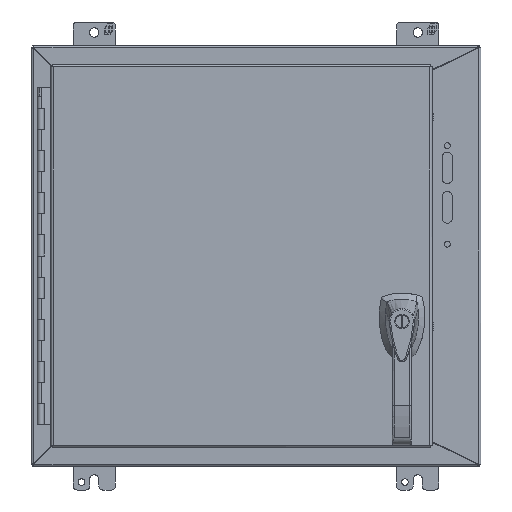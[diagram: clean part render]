
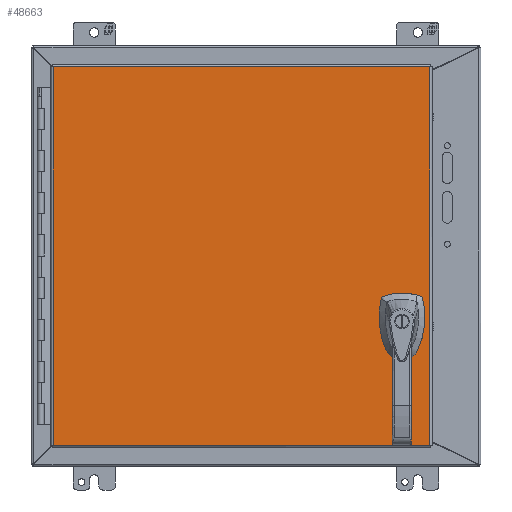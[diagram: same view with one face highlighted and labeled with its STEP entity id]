
A CAD part, front view. The second image highlights one B-rep face of the part: STEP entity #48663.
In plain terms, the highlighted planar face has unit normal (0, -1, 0).
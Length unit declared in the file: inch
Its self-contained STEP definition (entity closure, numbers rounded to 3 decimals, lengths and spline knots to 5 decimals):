
#99 = AXIS2_PLACEMENT_3D ( 'NONE', #53425, #7807, #27252 ) ;
#1423 = VECTOR ( 'NONE', #67375, 39.37008 ) ;
#1705 = DIRECTION ( 'NONE',  ( 0., 0., -1. ) ) ;
#1949 = DIRECTION ( 'NONE',  ( 0., 0., -1. ) ) ;
#2535 = ORIENTED_EDGE ( 'NONE', *, *, #34494, .T. ) ;
#2862 = ORIENTED_EDGE ( 'NONE', *, *, #74194, .T. ) ;
#3120 = VERTEX_POINT ( 'NONE', #16674 ) ;
#4470 = DIRECTION ( 'NONE',  ( -1., 0., 0. ) ) ;
#4540 = VERTEX_POINT ( 'NONE', #75439 ) ;
#5063 = ORIENTED_EDGE ( 'NONE', *, *, #31059, .F. ) ;
#5266 = ORIENTED_EDGE ( 'NONE', *, *, #35626, .T. ) ;
#7807 = DIRECTION ( 'NONE',  ( 0., 1., 0. ) ) ;
#8154 = VERTEX_POINT ( 'NONE', #71400 ) ;
#8427 = CARTESIAN_POINT ( 'NONE',  ( -9.7135, -8.87513, -9.09375 ) ) ;
#10644 = CARTESIAN_POINT ( 'NONE',  ( -9.6055, -8.87513, 8.98575 ) ) ;
#12484 = VECTOR ( 'NONE', #4470, 39.37008 ) ;
#12698 = FACE_OUTER_BOUND ( 'NONE', #77176, .T. ) ;
#12834 = VECTOR ( 'NONE', #46063, 39.37008 ) ;
#13084 = VERTEX_POINT ( 'NONE', #43780 ) ;
#13240 = CARTESIAN_POINT ( 'NONE',  ( 8.3035, -8.87513, 8.98575 ) ) ;
#15494 = CIRCLE ( 'NONE', #35763, 0.4425 ) ;
#15933 = LINE ( 'NONE', #41622, #1423 ) ;
#16674 = CARTESIAN_POINT ( 'NONE',  ( 6.9735, -8.87513, -4.61375 ) ) ;
#16791 = AXIS2_PLACEMENT_3D ( 'NONE', #18896, #50533, #18480 ) ;
#17422 = VERTEX_POINT ( 'NONE', #53583 ) ;
#17636 = VERTEX_POINT ( 'NONE', #66528 ) ;
#18385 = LINE ( 'NONE', #69433, #39352 ) ;
#18480 = DIRECTION ( 'NONE',  ( 0., 0., -1. ) ) ;
#18896 = CARTESIAN_POINT ( 'NONE',  ( 6.9735, -8.87513, -4.44675 ) ) ;
#20846 = LINE ( 'NONE', #33086, #39195 ) ;
#21809 = VECTOR ( 'NONE', #32461, 39.37008 ) ;
#21949 = CARTESIAN_POINT ( 'NONE',  ( 7.17196, -8.87513, -3.50425 ) ) ;
#22040 = DIRECTION ( 'NONE',  ( 0., 1., 0. ) ) ;
#22276 = CARTESIAN_POINT ( 'NONE',  ( 6.77504, -8.87513, -2.71325 ) ) ;
#22388 = CARTESIAN_POINT ( 'NONE',  ( -9.7135, -8.87513, 8.98575 ) ) ;
#23494 = DIRECTION ( 'NONE',  ( 0., 0., -1. ) ) ;
#25967 = VERTEX_POINT ( 'NONE', #44068 ) ;
#26040 = ORIENTED_EDGE ( 'NONE', *, *, #45766, .T. ) ;
#26851 = ORIENTED_EDGE ( 'NONE', *, *, #63889, .T. ) ;
#27252 = DIRECTION ( 'NONE',  ( 0., 0., -1. ) ) ;
#27287 = VERTEX_POINT ( 'NONE', #56517 ) ;
#27388 = ORIENTED_EDGE ( 'NONE', *, *, #34661, .F. ) ;
#27865 = VERTEX_POINT ( 'NONE', #39313 ) ;
#28682 = LINE ( 'NONE', #21949, #37321 ) ;
#31059 = EDGE_CURVE ( 'NONE', #27865, #4540, #28682, .T. ) ;
#31433 = EDGE_CURVE ( 'NONE', #17422, #17636, #61065, .T. ) ;
#31578 = CIRCLE ( 'NONE', #45026, 0.4425 ) ;
#31794 = EDGE_CURVE ( 'NONE', #45882, #46038, #80648, .T. ) ;
#32461 = DIRECTION ( 'NONE',  ( 0., 0., -1. ) ) ;
#33052 = EDGE_CURVE ( 'NONE', #3120, #3120, #80235, .T. ) ;
#33086 = CARTESIAN_POINT ( 'NONE',  ( -9.6055, -8.87513, -9.09375 ) ) ;
#33804 = CARTESIAN_POINT ( 'NONE',  ( 6.9735, -8.87513, -3.10875 ) ) ;
#33895 = EDGE_CURVE ( 'NONE', #27287, #4540, #69535, .T. ) ;
#34494 = EDGE_CURVE ( 'NONE', #17422, #8154, #15494, .T. ) ;
#34661 = EDGE_CURVE ( 'NONE', #27287, #8154, #65071, .T. ) ;
#35001 = ORIENTED_EDGE ( 'NONE', *, *, #33052, .T. ) ;
#35626 = EDGE_CURVE ( 'NONE', #70792, #45882, #18385, .T. ) ;
#35763 = AXIS2_PLACEMENT_3D ( 'NONE', #74560, #74979, #23494 ) ;
#37321 = VECTOR ( 'NONE', #80226, 39.37008 ) ;
#37990 = CIRCLE ( 'NONE', #99, 0.4425 ) ;
#39195 = VECTOR ( 'NONE', #46129, 39.37008 ) ;
#39313 = CARTESIAN_POINT ( 'NONE',  ( 6.77504, -8.87513, -3.50425 ) ) ;
#39352 = VECTOR ( 'NONE', #69852, 39.37008 ) ;
#39675 = DIRECTION ( 'NONE',  ( 0., -1., 0. ) ) ;
#40362 = CARTESIAN_POINT ( 'NONE',  ( 6.9735, -8.87513, -3.10875 ) ) ;
#41606 = DIRECTION ( 'NONE',  ( 0., 1., 0. ) ) ;
#41622 = CARTESIAN_POINT ( 'NONE',  ( -9.7135, -8.87513, -8.98575 ) ) ;
#42003 = EDGE_LOOP ( 'NONE', ( #5063, #26851, #62483, #26040, #73309, #2535, #27388, #55033 ) ) ;
#43780 = CARTESIAN_POINT ( 'NONE',  ( -9.6055, -8.87513, -8.98575 ) ) ;
#44068 = CARTESIAN_POINT ( 'NONE',  ( 6.578, -8.87513, -3.30721 ) ) ;
#44557 = ORIENTED_EDGE ( 'NONE', *, *, #31794, .T. ) ;
#45026 = AXIS2_PLACEMENT_3D ( 'NONE', #40362, #41606, #1949 ) ;
#45766 = EDGE_CURVE ( 'NONE', #47130, #17636, #37990, .T. ) ;
#45882 = VERTEX_POINT ( 'NONE', #13240 ) ;
#45948 = CARTESIAN_POINT ( 'NONE',  ( 6.578, -8.87513, -2.91029 ) ) ;
#46038 = VERTEX_POINT ( 'NONE', #10644 ) ;
#46063 = DIRECTION ( 'NONE',  ( 0., 0., 1. ) ) ;
#46129 = DIRECTION ( 'NONE',  ( 0., 0., -1. ) ) ;
#46388 = EDGE_CURVE ( 'NONE', #47130, #25967, #57352, .T. ) ;
#46662 = CARTESIAN_POINT ( 'NONE',  ( 8.3035, -8.87513, -8.98575 ) ) ;
#47130 = VERTEX_POINT ( 'NONE', #45948 ) ;
#48663 = ADVANCED_FACE ( 'NONE', ( #76486, #12698, #77755 ), #51111, .T. ) ;
#50533 = DIRECTION ( 'NONE',  ( 0., 1., 0. ) ) ;
#51111 = PLANE ( 'NONE',  #58557 ) ;
#53425 = CARTESIAN_POINT ( 'NONE',  ( 6.9735, -8.87513, -3.10875 ) ) ;
#53583 = CARTESIAN_POINT ( 'NONE',  ( 7.17196, -8.87513, -2.71325 ) ) ;
#53623 = DIRECTION ( 'NONE',  ( 0., 0., -1. ) ) ;
#55033 = ORIENTED_EDGE ( 'NONE', *, *, #33895, .T. ) ;
#56338 = CARTESIAN_POINT ( 'NONE',  ( 7.369, -8.87513, -2.91029 ) ) ;
#56517 = CARTESIAN_POINT ( 'NONE',  ( 7.369, -8.87513, -3.30721 ) ) ;
#57352 = LINE ( 'NONE', #64514, #21809 ) ;
#58557 = AXIS2_PLACEMENT_3D ( 'NONE', #8427, #39675, #53623 ) ;
#61065 = LINE ( 'NONE', #22276, #12484 ) ;
#61647 = EDGE_CURVE ( 'NONE', #13084, #70792, #15933, .T. ) ;
#62056 = ORIENTED_EDGE ( 'NONE', *, *, #61647, .T. ) ;
#62483 = ORIENTED_EDGE ( 'NONE', *, *, #46388, .F. ) ;
#63889 = EDGE_CURVE ( 'NONE', #27865, #25967, #31578, .T. ) ;
#64514 = CARTESIAN_POINT ( 'NONE',  ( 6.578, -8.87513, -3.30721 ) ) ;
#65071 = LINE ( 'NONE', #56338, #12834 ) ;
#66528 = CARTESIAN_POINT ( 'NONE',  ( 6.77504, -8.87513, -2.71325 ) ) ;
#67375 = DIRECTION ( 'NONE',  ( 1., 0., 0. ) ) ;
#69433 = CARTESIAN_POINT ( 'NONE',  ( 8.3035, -8.87513, -9.09375 ) ) ;
#69535 = CIRCLE ( 'NONE', #76261, 0.4425 ) ;
#69852 = DIRECTION ( 'NONE',  ( 0., 0., 1. ) ) ;
#70792 = VERTEX_POINT ( 'NONE', #46662 ) ;
#71400 = CARTESIAN_POINT ( 'NONE',  ( 7.369, -8.87513, -2.91029 ) ) ;
#72996 = DIRECTION ( 'NONE',  ( -1., 0., 0. ) ) ;
#73309 = ORIENTED_EDGE ( 'NONE', *, *, #31433, .F. ) ;
#74194 = EDGE_CURVE ( 'NONE', #46038, #13084, #20846, .T. ) ;
#74560 = CARTESIAN_POINT ( 'NONE',  ( 6.9735, -8.87513, -3.10875 ) ) ;
#74667 = EDGE_LOOP ( 'NONE', ( #35001 ) ) ;
#74979 = DIRECTION ( 'NONE',  ( 0., 1., 0. ) ) ;
#75439 = CARTESIAN_POINT ( 'NONE',  ( 7.17196, -8.87513, -3.50425 ) ) ;
#76261 = AXIS2_PLACEMENT_3D ( 'NONE', #33804, #22040, #1705 ) ;
#76486 = FACE_BOUND ( 'NONE', #42003, .T. ) ;
#77176 = EDGE_LOOP ( 'NONE', ( #5266, #44557, #2862, #62056 ) ) ;
#77755 = FACE_BOUND ( 'NONE', #74667, .T. ) ;
#78656 = VECTOR ( 'NONE', #72996, 39.37008 ) ;
#80226 = DIRECTION ( 'NONE',  ( 1., 0., 0. ) ) ;
#80235 = CIRCLE ( 'NONE', #16791, 0.167 ) ;
#80648 = LINE ( 'NONE', #22388, #78656 ) ;
